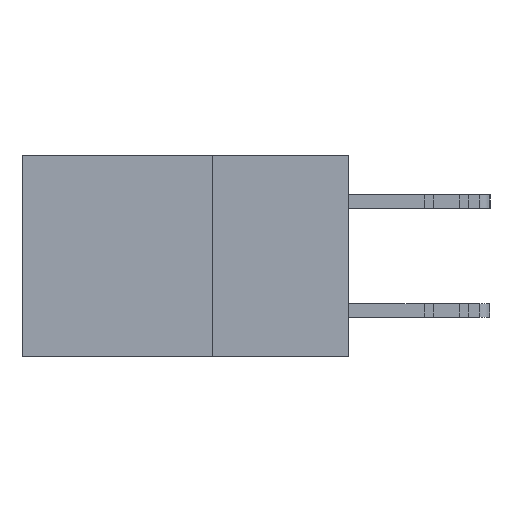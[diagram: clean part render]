
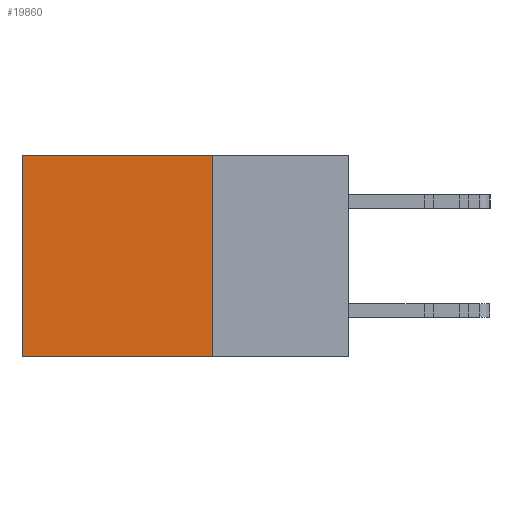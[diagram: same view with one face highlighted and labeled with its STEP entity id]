
A CAD part, left-side view. The second image highlights one B-rep face of the part: STEP entity #19860.
In plain terms, the highlighted planar face has unit normal (-1, 0, 0).
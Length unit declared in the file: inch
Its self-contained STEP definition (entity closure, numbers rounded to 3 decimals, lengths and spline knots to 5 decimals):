
#123 = VERTEX_POINT ( 'NONE', #753 ) ;
#753 = CARTESIAN_POINT ( 'NONE',  ( 0.2615, 0.25, 0. ) ) ;
#1036 = ORIENTED_EDGE ( 'NONE', *, *, #8810, .T. ) ;
#2090 = VECTOR ( 'NONE', #2233, 39.37008 ) ;
#2233 = DIRECTION ( 'NONE',  ( 0., 0., -1. ) ) ;
#2806 = ORIENTED_EDGE ( 'NONE', *, *, #15256, .F. ) ;
#2847 = DIRECTION ( 'NONE',  ( 0., 1., 0. ) ) ;
#4258 = DIRECTION ( 'NONE',  ( 0., 1., 0. ) ) ;
#6721 = VECTOR ( 'NONE', #2847, 39.37008 ) ;
#8107 = FACE_OUTER_BOUND ( 'NONE', #10477, .T. ) ;
#8248 = PLANE ( 'NONE',  #24480 ) ;
#8415 = CARTESIAN_POINT ( 'NONE',  ( 0.2615, 0.6, 0. ) ) ;
#8637 = CARTESIAN_POINT ( 'NONE',  ( 0.2615, 0.25, -0.37 ) ) ;
#8810 = EDGE_CURVE ( 'NONE', #123, #10991, #10463, .T. ) ;
#10463 = LINE ( 'NONE', #22783, #6721 ) ;
#10477 = EDGE_LOOP ( 'NONE', ( #22145, #14071, #2806, #1036 ) ) ;
#10991 = VERTEX_POINT ( 'NONE', #8415 ) ;
#11020 = DIRECTION ( 'NONE',  ( 0., 0., -1. ) ) ;
#11374 = VERTEX_POINT ( 'NONE', #8637 ) ;
#13904 = LINE ( 'NONE', #17719, #2090 ) ;
#14014 = DIRECTION ( 'NONE',  ( 1., 0., 0. ) ) ;
#14071 = ORIENTED_EDGE ( 'NONE', *, *, #14166, .F. ) ;
#14166 = EDGE_CURVE ( 'NONE', #11374, #21585, #22366, .T. ) ;
#15256 = EDGE_CURVE ( 'NONE', #123, #11374, #13904, .T. ) ;
#15982 = DIRECTION ( 'NONE',  ( 0., 0., -1. ) ) ;
#16647 = LINE ( 'NONE', #24682, #17818 ) ;
#17719 = CARTESIAN_POINT ( 'NONE',  ( 0.2615, 0.25, -0.37 ) ) ;
#17818 = VECTOR ( 'NONE', #11020, 39.37008 ) ;
#18055 = CARTESIAN_POINT ( 'NONE',  ( 0.2615, 0.25, -0.37 ) ) ;
#19860 = ADVANCED_FACE ( 'NONE', ( #8107 ), #8248, .F. ) ;
#20484 = VECTOR ( 'NONE', #4258, 39.37008 ) ;
#21490 = CARTESIAN_POINT ( 'NONE',  ( 0.2615, 0.6, -0.37 ) ) ;
#21585 = VERTEX_POINT ( 'NONE', #21490 ) ;
#22145 = ORIENTED_EDGE ( 'NONE', *, *, #24462, .T. ) ;
#22366 = LINE ( 'NONE', #18055, #20484 ) ;
#22783 = CARTESIAN_POINT ( 'NONE',  ( 0.2615, 0.25, 0. ) ) ;
#24143 = CARTESIAN_POINT ( 'NONE',  ( 0.2615, 0.25, -0.37 ) ) ;
#24462 = EDGE_CURVE ( 'NONE', #10991, #21585, #16647, .T. ) ;
#24480 = AXIS2_PLACEMENT_3D ( 'NONE', #24143, #14014, #15982 ) ;
#24682 = CARTESIAN_POINT ( 'NONE',  ( 0.2615, 0.6, -0.37 ) ) ;
